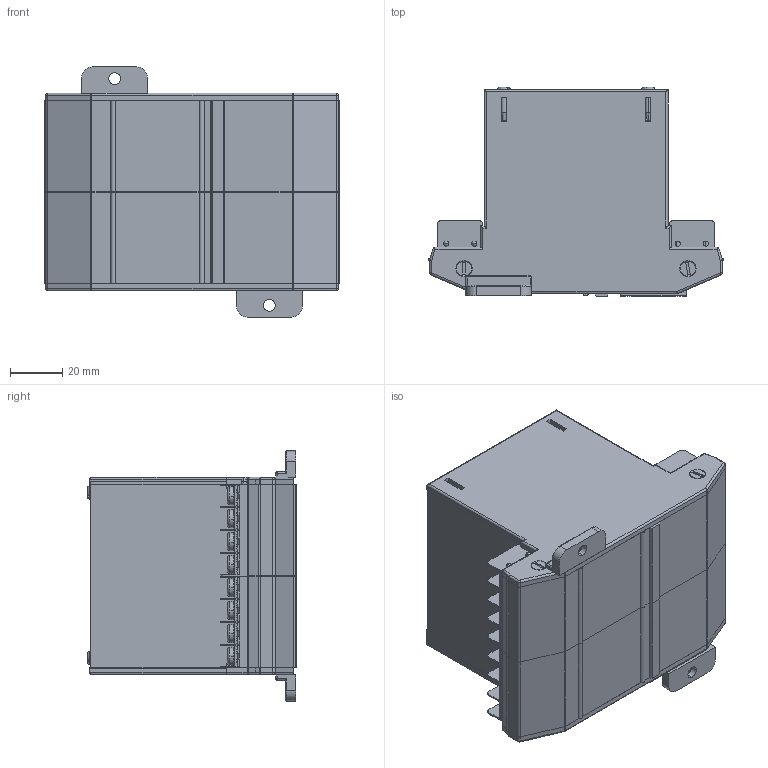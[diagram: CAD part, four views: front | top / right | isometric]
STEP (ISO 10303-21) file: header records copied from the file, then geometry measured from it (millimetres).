
FILE_DESCRIPTION (( 'STEP AP214' ), '1' );
FILE_NAME ('UEP-070.STEP', '2022-01-17T12:20:01', ( '' ), ( '' ), 'SwSTEP 2.0', 'SolidWorks 2017', '' );
FILE_SCHEMA (( 'AUTOMOTIVE_DESIGN' ));
Length unit declared in the file: millimetre
Products named in the file (91): Pin 070 Solid; Terminal Washer; End Piece UE; Top Cover Screw; Terminal Plastic; Terminal sheetmetal; Terminal Screw; Base PCB UE 070; Top cover 70; Low Bracket UBRL; UEP-070; End Plate Screw; Vertical PCB UE; Horizontal PCB UE-070; Pin 070; Spacer Piece; Terminal Block
Assembly tree (39 placements, depth 3):
  Terminal Washer
  End Piece UE
  Top Cover Screw
  Terminal sheetmetal
  Terminal Screw
Bounding box: 112.5 x 79.8 x 95.4 mm (x, y, z)
Volume: 139532.1 mm3; surface area: 172135.7 mm2
Topology: 74 solids, 74 shells, 3708 faces, 9722 edges, 6192 vertices
Faces by surface type: plane 2192, cylinder 1252, torus 124, cone 100, sphere 24, bspline 16
Entity records: 32637 total; most frequent: CARTESIAN_POINT 6048, DIRECTION 5239, ORIENTED_EDGE 5184, EDGE_CURVE 2592, LINE 1779, VECTOR 1779, AXIS2_PLACEMENT_3D 1730, VERTEX_POINT 1671
